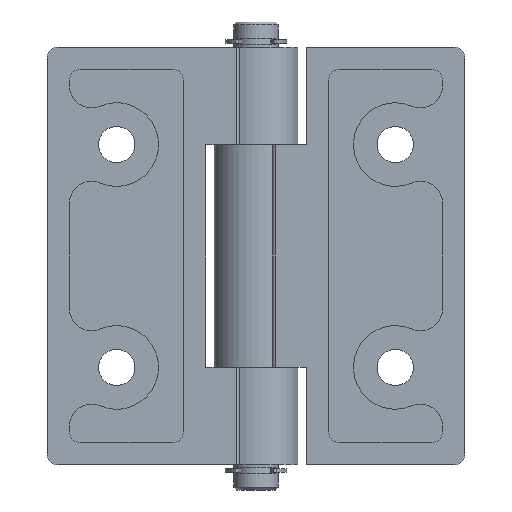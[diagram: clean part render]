
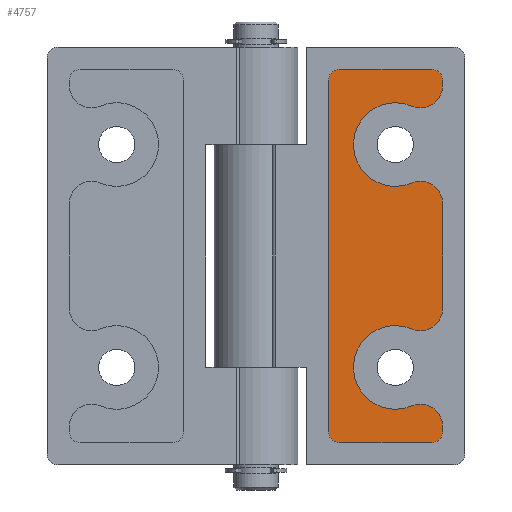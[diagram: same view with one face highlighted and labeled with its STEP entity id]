
A CAD part, front view. The second image highlights one B-rep face of the part: STEP entity #4757.
In plain terms, the highlighted planar face has unit normal (0, -1, 0).
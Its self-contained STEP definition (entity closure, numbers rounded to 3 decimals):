
#1357 = EDGE_CURVE ( 'NONE', #1362, #4734, #3651, .T. ) ;
#1362 = VERTEX_POINT ( 'NONE', #3642 ) ;
#3000 = DIRECTION ( 'NONE',  ( 0., 0., -1. ) ) ;
#3001 = VECTOR ( 'NONE', #3000, 1000. ) ;
#3642 = CARTESIAN_POINT ( 'NONE',  ( 15., -6.5, -33.5 ) ) ;
#3648 = DIRECTION ( 'NONE',  ( 1., 0., 0. ) ) ;
#3649 = VECTOR ( 'NONE', #3648, 1000. ) ;
#3650 = CARTESIAN_POINT ( 'NONE',  ( 15., -6.5, -33.5 ) ) ;
#3651 = LINE ( 'NONE', #3650, #3649 ) ;
#3673 = CARTESIAN_POINT ( 'NONE',  ( 27.935, -6.5, -26.902 ) ) ;
#3674 = DIRECTION ( 'NONE',  ( 1., 0., 0. ) ) ;
#3675 = DIRECTION ( 'NONE',  ( 0., 1., 0. ) ) ;
#3676 = CARTESIAN_POINT ( 'NONE',  ( 25., -6.5, -20. ) ) ;
#3677 = AXIS2_PLACEMENT_3D ( 'NONE', #3676, #3675, #3674 ) ;
#3682 = CIRCLE ( 'NONE', #3677, 7.5 ) ;
#3685 = CARTESIAN_POINT ( 'NONE',  ( 33.5, -6.5, -30.583 ) ) ;
#3703 = DIRECTION ( 'NONE',  ( -1., 0., 0. ) ) ;
#3704 = DIRECTION ( 'NONE',  ( 0., -1., 0. ) ) ;
#3705 = CARTESIAN_POINT ( 'NONE',  ( 29.5, -6.5, -30.583 ) ) ;
#3706 = AXIS2_PLACEMENT_3D ( 'NONE', #3705, #3704, #3703 ) ;
#3707 = CIRCLE ( 'NONE', #3706, 4. ) ;
#3718 = CARTESIAN_POINT ( 'NONE',  ( 33.5, -6.5, -31.5 ) ) ;
#3719 = DIRECTION ( 'NONE',  ( 0., 0., 1. ) ) ;
#3720 = VECTOR ( 'NONE', #3719, 1000. ) ;
#3721 = CARTESIAN_POINT ( 'NONE',  ( 33.5, -6.5, -30.583 ) ) ;
#3722 = LINE ( 'NONE', #3721, #3720 ) ;
#3762 = CARTESIAN_POINT ( 'NONE',  ( 13., -6.5, 31.5 ) ) ;
#3768 = LINE ( 'NONE', #3762, #3001 ) ;
#3777 = CARTESIAN_POINT ( 'NONE',  ( 13., -6.5, -31.5 ) ) ;
#3782 = DIRECTION ( 'NONE',  ( 1., 0., 0. ) ) ;
#3783 = DIRECTION ( 'NONE',  ( 0., -1., 0. ) ) ;
#3784 = CARTESIAN_POINT ( 'NONE',  ( 15., -6.5, -31.5 ) ) ;
#3785 = AXIS2_PLACEMENT_3D ( 'NONE', #3784, #3783, #3782 ) ;
#3786 = CIRCLE ( 'NONE', #3785, 2. ) ;
#3787 = DIRECTION ( 'NONE',  ( -1., 0., 0. ) ) ;
#3788 = DIRECTION ( 'NONE',  ( 0., -1., 0. ) ) ;
#3789 = CARTESIAN_POINT ( 'NONE',  ( 31.5, -6.5, -31.5 ) ) ;
#3790 = AXIS2_PLACEMENT_3D ( 'NONE', #3789, #3788, #3787 ) ;
#3791 = CIRCLE ( 'NONE', #3790, 2. ) ;
#3792 = CARTESIAN_POINT ( 'NONE',  ( 31.5, -6.5, -33.5 ) ) ;
#3819 = DIRECTION ( 'NONE',  ( 1., 0., 0. ) ) ;
#3820 = DIRECTION ( 'NONE',  ( 0., -1., 0. ) ) ;
#3821 = CARTESIAN_POINT ( 'NONE',  ( 15., -6.5, 31.5 ) ) ;
#3822 = AXIS2_PLACEMENT_3D ( 'NONE', #3821, #3820, #3819 ) ;
#3823 = PLANE ( 'NONE',  #3822 ) ;
#3824 = FACE_OUTER_BOUND ( 'NONE', #4756, .T. ) ;
#3891 = CARTESIAN_POINT ( 'NONE',  ( 31.5, -6.5, 33.5 ) ) ;
#3929 = DIRECTION ( 'NONE',  ( 1., 0., 0. ) ) ;
#3930 = DIRECTION ( 'NONE',  ( 0., -1., 0. ) ) ;
#3931 = CARTESIAN_POINT ( 'NONE',  ( 15., -6.5, 31.5 ) ) ;
#3932 = AXIS2_PLACEMENT_3D ( 'NONE', #3931, #3930, #3929 ) ;
#3933 = CIRCLE ( 'NONE', #3932, 2. ) ;
#3947 = DIRECTION ( 'NONE',  ( -1., 0., 0. ) ) ;
#3948 = VECTOR ( 'NONE', #3947, 1000. ) ;
#3949 = CARTESIAN_POINT ( 'NONE',  ( 15., -6.5, 33.5 ) ) ;
#3950 = LINE ( 'NONE', #3949, #3948 ) ;
#3960 = DIRECTION ( 'NONE',  ( -1., 0., 0. ) ) ;
#3961 = DIRECTION ( 'NONE',  ( 0., -1., 0. ) ) ;
#3962 = CARTESIAN_POINT ( 'NONE',  ( 31.5, -6.5, 31.5 ) ) ;
#3963 = AXIS2_PLACEMENT_3D ( 'NONE', #3962, #3961, #3960 ) ;
#3964 = CIRCLE ( 'NONE', #3963, 2. ) ;
#3966 = CARTESIAN_POINT ( 'NONE',  ( 15., -6.5, 33.5 ) ) ;
#3979 = CARTESIAN_POINT ( 'NONE',  ( 33.5, -6.5, 31.5 ) ) ;
#3984 = CARTESIAN_POINT ( 'NONE',  ( 13., -6.5, 31.5 ) ) ;
#3992 = CARTESIAN_POINT ( 'NONE',  ( 27.935, -6.5, 13.098 ) ) ;
#3993 = CARTESIAN_POINT ( 'NONE',  ( 33.5, -6.5, 30.583 ) ) ;
#3994 = DIRECTION ( 'NONE',  ( 0., 0., 1. ) ) ;
#3995 = VECTOR ( 'NONE', #3994, 1000. ) ;
#3996 = CARTESIAN_POINT ( 'NONE',  ( 33.5, -6.5, 31.5 ) ) ;
#3997 = LINE ( 'NONE', #3996, #3995 ) ;
#4007 = DIRECTION ( 'NONE',  ( -1., 0., 0. ) ) ;
#4008 = DIRECTION ( 'NONE',  ( 0., -1., 0. ) ) ;
#4009 = CARTESIAN_POINT ( 'NONE',  ( 29.5, -6.5, 30.583 ) ) ;
#4010 = AXIS2_PLACEMENT_3D ( 'NONE', #4009, #4008, #4007 ) ;
#4011 = CIRCLE ( 'NONE', #4010, 4. ) ;
#4013 = CARTESIAN_POINT ( 'NONE',  ( 27.935, -6.5, 26.902 ) ) ;
#4028 = DIRECTION ( 'NONE',  ( 0., 0., 1. ) ) ;
#4029 = VECTOR ( 'NONE', #4028, 1000. ) ;
#4030 = CARTESIAN_POINT ( 'NONE',  ( 33.5, -6.5, 9.417 ) ) ;
#4031 = LINE ( 'NONE', #4030, #4029 ) ;
#4036 = CARTESIAN_POINT ( 'NONE',  ( 33.5, -6.5, -9.417 ) ) ;
#4043 = DIRECTION ( 'NONE',  ( 1., 0., 0. ) ) ;
#4044 = DIRECTION ( 'NONE',  ( 0., 1., 0. ) ) ;
#4045 = CARTESIAN_POINT ( 'NONE',  ( 25., -6.5, 20. ) ) ;
#4046 = AXIS2_PLACEMENT_3D ( 'NONE', #4045, #4044, #4043 ) ;
#4047 = CIRCLE ( 'NONE', #4046, 7.5 ) ;
#4060 = DIRECTION ( 'NONE',  ( -1., 0., 0. ) ) ;
#4061 = DIRECTION ( 'NONE',  ( 0., -1., 0. ) ) ;
#4062 = CARTESIAN_POINT ( 'NONE',  ( 29.5, -6.5, -9.417 ) ) ;
#4063 = AXIS2_PLACEMENT_3D ( 'NONE', #4062, #4061, #4060 ) ;
#4064 = CIRCLE ( 'NONE', #4063, 4. ) ;
#4065 = CARTESIAN_POINT ( 'NONE',  ( 27.935, -6.5, -13.098 ) ) ;
#4076 = DIRECTION ( 'NONE',  ( -1., 0., 0. ) ) ;
#4077 = DIRECTION ( 'NONE',  ( 0., -1., 0. ) ) ;
#4078 = CARTESIAN_POINT ( 'NONE',  ( 29.5, -6.5, 9.417 ) ) ;
#4079 = AXIS2_PLACEMENT_3D ( 'NONE', #4078, #4077, #4076 ) ;
#4080 = CIRCLE ( 'NONE', #4079, 4. ) ;
#4081 = CARTESIAN_POINT ( 'NONE',  ( 33.5, -6.5, 9.417 ) ) ;
#4685 = VERTEX_POINT ( 'NONE', #3685 ) ;
#4690 = EDGE_CURVE ( 'NONE', #4691, #4948, #3682, .T. ) ;
#4691 = VERTEX_POINT ( 'NONE', #3673 ) ;
#4702 = EDGE_CURVE ( 'NONE', #4704, #4685, #3722, .T. ) ;
#4704 = VERTEX_POINT ( 'NONE', #3718 ) ;
#4712 = EDGE_CURVE ( 'NONE', #4685, #4691, #3707, .T. ) ;
#4734 = VERTEX_POINT ( 'NONE', #3792 ) ;
#4736 = EDGE_CURVE ( 'NONE', #4734, #4704, #3791, .T. ) ;
#4739 = EDGE_CURVE ( 'NONE', #4743, #1362, #3786, .T. ) ;
#4743 = VERTEX_POINT ( 'NONE', #3777 ) ;
#4750 = ORIENTED_EDGE ( 'NONE', *, *, #4739, .T. ) ;
#4752 = ORIENTED_EDGE ( 'NONE', *, *, #4753, .T. ) ;
#4753 = EDGE_CURVE ( 'NONE', #4887, #4743, #3768, .T. ) ;
#4754 = ORIENTED_EDGE ( 'NONE', *, *, #1357, .T. ) ;
#4756 = EDGE_LOOP ( 'NONE', ( #4758, #4752, #4750, #4754, #4771, #4772, #4773, #4769, #4770, #4768, #4767, #4766, #4764, #4763, #4765, #4775 ) ) ;
#4757 = ADVANCED_FACE ( 'NONE', ( #3824 ), #3823, .T. ) ;
#4758 = ORIENTED_EDGE ( 'NONE', *, *, #4883, .T. ) ;
#4763 = ORIENTED_EDGE ( 'NONE', *, *, #4914, .T. ) ;
#4764 = ORIENTED_EDGE ( 'NONE', *, *, #4908, .T. ) ;
#4765 = ORIENTED_EDGE ( 'NONE', *, *, #4897, .T. ) ;
#4766 = ORIENTED_EDGE ( 'NONE', *, *, #4927, .T. ) ;
#4767 = ORIENTED_EDGE ( 'NONE', *, *, #4943, .T. ) ;
#4768 = ORIENTED_EDGE ( 'NONE', *, *, #4935, .T. ) ;
#4769 = ORIENTED_EDGE ( 'NONE', *, *, #4690, .T. ) ;
#4770 = ORIENTED_EDGE ( 'NONE', *, *, #4952, .T. ) ;
#4771 = ORIENTED_EDGE ( 'NONE', *, *, #4736, .T. ) ;
#4772 = ORIENTED_EDGE ( 'NONE', *, *, #4702, .T. ) ;
#4773 = ORIENTED_EDGE ( 'NONE', *, *, #4712, .T. ) ;
#4775 = ORIENTED_EDGE ( 'NONE', *, *, #4856, .T. ) ;
#4853 = VERTEX_POINT ( 'NONE', #3891 ) ;
#4856 = EDGE_CURVE ( 'NONE', #4853, #4894, #3950, .T. ) ;
#4883 = EDGE_CURVE ( 'NONE', #4894, #4887, #3933, .T. ) ;
#4887 = VERTEX_POINT ( 'NONE', #3984 ) ;
#4890 = VERTEX_POINT ( 'NONE', #3979 ) ;
#4894 = VERTEX_POINT ( 'NONE', #3966 ) ;
#4897 = EDGE_CURVE ( 'NONE', #4890, #4853, #3964, .T. ) ;
#4906 = VERTEX_POINT ( 'NONE', #4013 ) ;
#4908 = EDGE_CURVE ( 'NONE', #4906, #4916, #4011, .T. ) ;
#4914 = EDGE_CURVE ( 'NONE', #4916, #4890, #3997, .T. ) ;
#4916 = VERTEX_POINT ( 'NONE', #3993 ) ;
#4917 = VERTEX_POINT ( 'NONE', #3992 ) ;
#4927 = EDGE_CURVE ( 'NONE', #4917, #4906, #4047, .T. ) ;
#4929 = VERTEX_POINT ( 'NONE', #4036 ) ;
#4935 = EDGE_CURVE ( 'NONE', #4929, #4939, #4031, .T. ) ;
#4939 = VERTEX_POINT ( 'NONE', #4081 ) ;
#4943 = EDGE_CURVE ( 'NONE', #4939, #4917, #4080, .T. ) ;
#4948 = VERTEX_POINT ( 'NONE', #4065 ) ;
#4952 = EDGE_CURVE ( 'NONE', #4948, #4929, #4064, .T. ) ;
